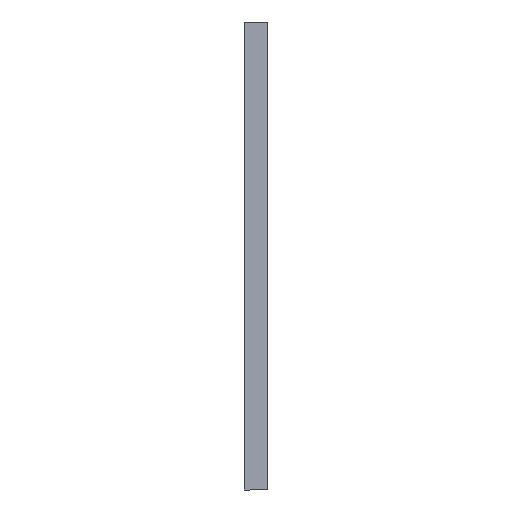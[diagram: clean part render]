
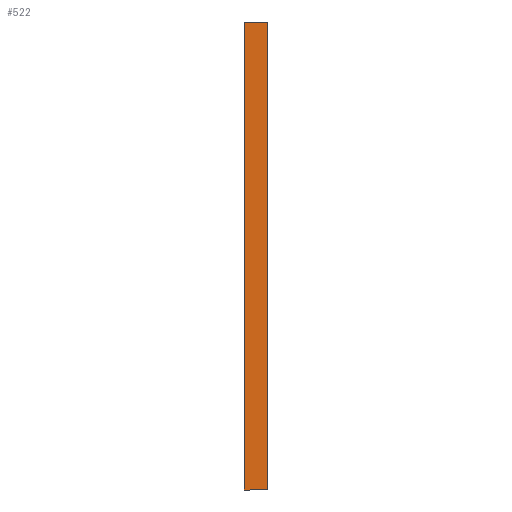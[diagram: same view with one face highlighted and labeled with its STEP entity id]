
A CAD part, front view. The second image highlights one B-rep face of the part: STEP entity #522.
In plain terms, the highlighted planar face has unit normal (0, -1, 0).
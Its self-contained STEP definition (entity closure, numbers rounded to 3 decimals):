
#9 = DIRECTION ( 'NONE',  ( 1., 0., 0. ) ) ;
#24 = VECTOR ( 'NONE', #366, 1000. ) ;
#32 = CARTESIAN_POINT ( 'NONE',  ( 76.7, -0.7, 1500. ) ) ;
#53 = LINE ( 'NONE', #100, #472 ) ;
#60 = ORIENTED_EDGE ( 'NONE', *, *, #298, .F. ) ;
#69 = LINE ( 'NONE', #226, #126 ) ;
#74 = VECTOR ( 'NONE', #243, 1000. ) ;
#77 = EDGE_CURVE ( 'NONE', #451, #200, #437, .T. ) ;
#78 = VERTEX_POINT ( 'NONE', #432 ) ;
#83 = AXIS2_PLACEMENT_3D ( 'NONE', #460, #365, #330 ) ;
#90 = VERTEX_POINT ( 'NONE', #185 ) ;
#93 = CARTESIAN_POINT ( 'NONE',  ( -87.5, -0.7, -1500. ) ) ;
#97 = CARTESIAN_POINT ( 'NONE',  ( 75., -0.7, 1500. ) ) ;
#100 = CARTESIAN_POINT ( 'NONE',  ( 76.7, -0.7, 0. ) ) ;
#109 = EDGE_CURVE ( 'NONE', #480, #78, #482, .T. ) ;
#117 = CARTESIAN_POINT ( 'NONE',  ( -75., -0.7, 1500. ) ) ;
#126 = VECTOR ( 'NONE', #484, 1000. ) ;
#131 = DIRECTION ( 'NONE',  ( -1., 0., 0. ) ) ;
#136 = DIRECTION ( 'NONE',  ( 1., 0., 0. ) ) ;
#161 = LINE ( 'NONE', #477, #374 ) ;
#185 = CARTESIAN_POINT ( 'NONE',  ( -75., -0.7, -1500. ) ) ;
#186 = LINE ( 'NONE', #93, #317 ) ;
#200 = VERTEX_POINT ( 'NONE', #429 ) ;
#226 = CARTESIAN_POINT ( 'NONE',  ( 0., -0.7, 1500. ) ) ;
#231 = ORIENTED_EDGE ( 'NONE', *, *, #77, .T. ) ;
#243 = DIRECTION ( 'NONE',  ( 0., 0., 1. ) ) ;
#246 = ORIENTED_EDGE ( 'NONE', *, *, #360, .F. ) ;
#264 = EDGE_LOOP ( 'NONE', ( #538, #504, #595, #288, #60, #231, #246, #407 ) ) ;
#284 = CARTESIAN_POINT ( 'NONE',  ( -75., -0.7, 1500. ) ) ;
#288 = ORIENTED_EDGE ( 'NONE', *, *, #406, .F. ) ;
#298 = EDGE_CURVE ( 'NONE', #451, #531, #161, .T. ) ;
#305 = CARTESIAN_POINT ( 'NONE',  ( 75., -0.7, -1500. ) ) ;
#317 = VECTOR ( 'NONE', #445, 1000. ) ;
#319 = EDGE_CURVE ( 'NONE', #90, #489, #402, .T. ) ;
#326 = CARTESIAN_POINT ( 'NONE',  ( -76.7, -0.7, 0. ) ) ;
#330 = DIRECTION ( 'NONE',  ( 0., 0., -1. ) ) ;
#331 = EDGE_CURVE ( 'NONE', #534, #78, #53, .T. ) ;
#339 = DIRECTION ( 'NONE',  ( 0., 0., -1. ) ) ;
#345 = LINE ( 'NONE', #326, #74 ) ;
#360 = EDGE_CURVE ( 'NONE', #489, #200, #345, .T. ) ;
#365 = DIRECTION ( 'NONE',  ( 0., -1., 0. ) ) ;
#366 = DIRECTION ( 'NONE',  ( -1., 0., 0. ) ) ;
#374 = VECTOR ( 'NONE', #9, 1000. ) ;
#390 = VECTOR ( 'NONE', #131, 1000. ) ;
#402 = LINE ( 'NONE', #414, #390 ) ;
#406 = EDGE_CURVE ( 'NONE', #531, #534, #69, .T. ) ;
#407 = ORIENTED_EDGE ( 'NONE', *, *, #319, .F. ) ;
#414 = CARTESIAN_POINT ( 'NONE',  ( 0., -0.7, -1500. ) ) ;
#416 = EDGE_CURVE ( 'NONE', #480, #90, #186, .T. ) ;
#429 = CARTESIAN_POINT ( 'NONE',  ( -76.7, -0.7, 1500. ) ) ;
#432 = CARTESIAN_POINT ( 'NONE',  ( 76.7, -0.7, -1500. ) ) ;
#437 = LINE ( 'NONE', #284, #24 ) ;
#445 = DIRECTION ( 'NONE',  ( -1., 0., 0. ) ) ;
#451 = VERTEX_POINT ( 'NONE', #117 ) ;
#460 = CARTESIAN_POINT ( 'NONE',  ( 0., -0.7, 0. ) ) ;
#472 = VECTOR ( 'NONE', #339, 1000. ) ;
#477 = CARTESIAN_POINT ( 'NONE',  ( -87.5, -0.7, 1500. ) ) ;
#478 = CARTESIAN_POINT ( 'NONE',  ( 75., -0.7, -1500. ) ) ;
#480 = VERTEX_POINT ( 'NONE', #305 ) ;
#482 = LINE ( 'NONE', #478, #567 ) ;
#484 = DIRECTION ( 'NONE',  ( 1., 0., 0. ) ) ;
#486 = FACE_OUTER_BOUND ( 'NONE', #264, .T. ) ;
#489 = VERTEX_POINT ( 'NONE', #542 ) ;
#496 = PLANE ( 'NONE',  #83 ) ;
#504 = ORIENTED_EDGE ( 'NONE', *, *, #109, .T. ) ;
#522 = ADVANCED_FACE ( 'NONE', ( #486 ), #496, .T. ) ;
#531 = VERTEX_POINT ( 'NONE', #97 ) ;
#534 = VERTEX_POINT ( 'NONE', #32 ) ;
#538 = ORIENTED_EDGE ( 'NONE', *, *, #416, .F. ) ;
#542 = CARTESIAN_POINT ( 'NONE',  ( -76.7, -0.7, -1500. ) ) ;
#567 = VECTOR ( 'NONE', #136, 1000. ) ;
#595 = ORIENTED_EDGE ( 'NONE', *, *, #331, .F. ) ;
